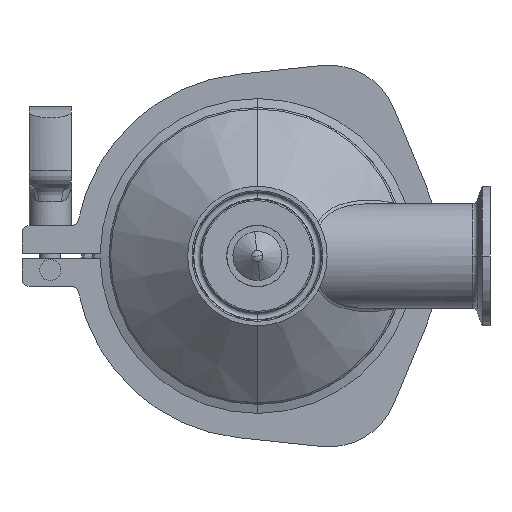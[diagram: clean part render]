
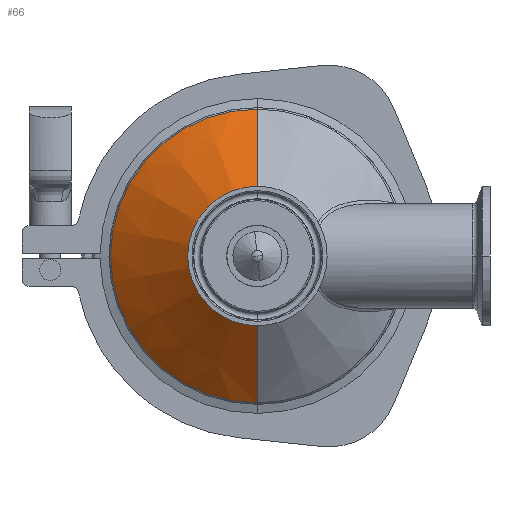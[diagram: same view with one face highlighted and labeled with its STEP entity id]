
A CAD part, front view. The second image highlights one B-rep face of the part: STEP entity #66.
In plain terms, the highlighted conical face has half-angle 50.329 degrees and reference radius 19.05 mm.
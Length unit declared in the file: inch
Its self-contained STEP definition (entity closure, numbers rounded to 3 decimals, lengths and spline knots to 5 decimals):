
#66 = ADVANCED_FACE ( 'Defeatured_1_58', ( #474 ), #6545, .T. ) ;
#233 = AXIS2_PLACEMENT_3D ( 'NONE', #1130, #5172, #3307 ) ;
#468 = EDGE_LOOP ( 'NONE', ( #4839, #4355, #6124, #2051 ) ) ;
#474 = FACE_OUTER_BOUND ( 'NONE', #468, .T. ) ;
#563 = CIRCLE ( 'NONE', #5974, 0.77242 ) ;
#1022 = LINE ( 'NONE', #3591, #4885 ) ;
#1099 = CARTESIAN_POINT ( 'NONE',  ( 0., -1.17859, 0. ) ) ;
#1130 = CARTESIAN_POINT ( 'NONE',  ( 0., -2.29, 0. ) ) ;
#1272 = VECTOR ( 'NONE', #5004, 39.37008 ) ;
#1392 = EDGE_CURVE ( 'NONE', #3336, #6593, #1022, .T. ) ;
#1459 = CIRCLE ( 'NONE', #1770, 2.09008 ) ;
#1587 = EDGE_CURVE ( 'Defeatured_1_58+Defeatured_1_61+Defeatured_1_55+Defeatured_1_55', #6593, #7156, #1459, .T. ) ;
#1727 = CARTESIAN_POINT ( 'NONE',  ( 0., -1.17859, 2.09008 ) ) ;
#1770 = AXIS2_PLACEMENT_3D ( 'NONE', #1099, #5625, #3405 ) ;
#2051 = ORIENTED_EDGE ( 'NONE', *, *, #1587, .T. ) ;
#2390 = CARTESIAN_POINT ( 'NONE',  ( 0., -2.27141, -0.77242 ) ) ;
#2474 = DIRECTION ( 'NONE',  ( 0., 0., 1. ) ) ;
#2804 = EDGE_CURVE ( 'NONE', #7025, #7156, #3777, .T. ) ;
#3297 = CARTESIAN_POINT ( 'NONE',  ( 0., -2.29, -0.75 ) ) ;
#3307 = DIRECTION ( 'NONE',  ( 0., 0., 1. ) ) ;
#3336 = VERTEX_POINT ( 'NONE', #6764 ) ;
#3405 = DIRECTION ( 'NONE',  ( 0., 0., -1. ) ) ;
#3574 = CARTESIAN_POINT ( 'NONE',  ( 0., -1.17859, -2.09008 ) ) ;
#3591 = CARTESIAN_POINT ( 'NONE',  ( 0., -2.29, 0.75 ) ) ;
#3777 = LINE ( 'NONE', #3297, #1272 ) ;
#4355 = ORIENTED_EDGE ( 'NONE', *, *, #6175, .T. ) ;
#4681 = DIRECTION ( 'NONE',  ( 0., 0.638, 0.77 ) ) ;
#4811 = DIRECTION ( 'NONE',  ( 0., 1., 0. ) ) ;
#4839 = ORIENTED_EDGE ( 'NONE', *, *, #2804, .F. ) ;
#4885 = VECTOR ( 'NONE', #4681, 39.37008 ) ;
#5004 = DIRECTION ( 'NONE',  ( 0., 0.638, -0.77 ) ) ;
#5172 = DIRECTION ( 'NONE',  ( 0., 1., 0. ) ) ;
#5625 = DIRECTION ( 'NONE',  ( 0., -1., 0. ) ) ;
#5974 = AXIS2_PLACEMENT_3D ( 'NONE', #7184, #4811, #2474 ) ;
#6124 = ORIENTED_EDGE ( 'NONE', *, *, #1392, .T. ) ;
#6175 = EDGE_CURVE ( 'Defeatured_1_58+Defeatured_1_54+Defeatured_1_54+Defeatured_1_54', #7025, #3336, #563, .T. ) ;
#6545 = CONICAL_SURFACE ( 'NONE', #233, 0.75, 0.878 ) ;
#6593 = VERTEX_POINT ( 'NONE', #1727 ) ;
#6764 = CARTESIAN_POINT ( 'NONE',  ( 0., -2.27141, 0.77242 ) ) ;
#7025 = VERTEX_POINT ( 'NONE', #2390 ) ;
#7156 = VERTEX_POINT ( 'NONE', #3574 ) ;
#7184 = CARTESIAN_POINT ( 'NONE',  ( 0., -2.27141, 0. ) ) ;
